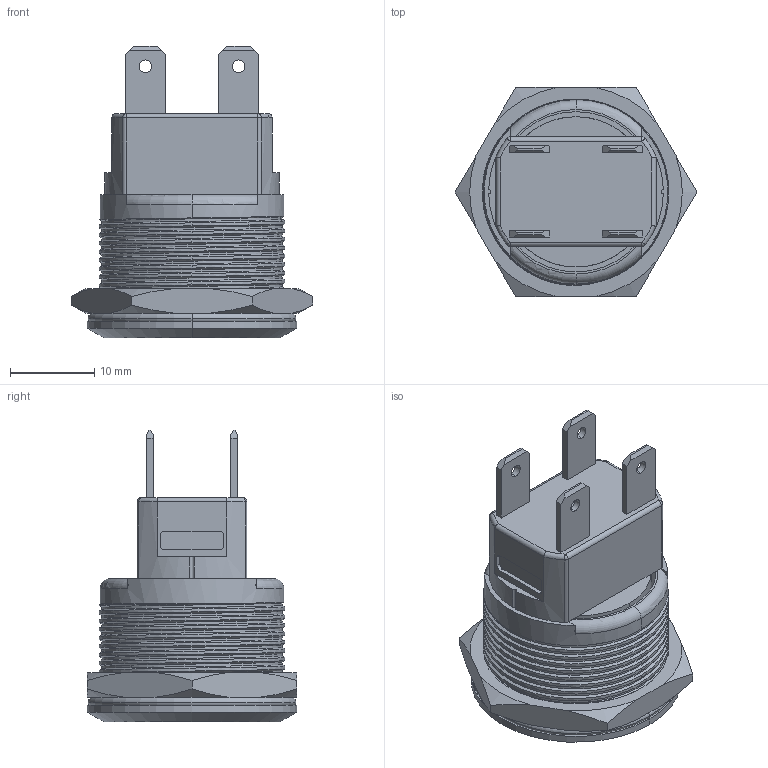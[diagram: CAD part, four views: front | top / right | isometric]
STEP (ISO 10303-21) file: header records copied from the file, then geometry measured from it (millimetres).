
FILE_DESCRIPTION((''),'2;1');
FILE_NAME('ASM0001_ASM','2020-12-01T15:15:56',('Administrator'),(''),'CREO PARAMETRIC BY PTC INC, 2020154','CREO PARAMETRIC BY PTC INC, 2020154','');
FILE_SCHEMA(('CONFIG_CONTROL_DESIGN','SHAPE_APPEARANCE_LAYERS_GROUPS'));
Length unit declared in the file: millimetre
Products named in the file (7): PRT0001; PRT0002; PRT0003; PRT0005_AF0; PRT0004; PRT0006; ASM0001_ASM
Assembly tree (6 placements, depth 2):
  ASM0001_ASM
    PRT0001
    PRT0002
    PRT0003
    PRT0005_AF0
    PRT0004
    PRT0006
Bounding box: 28.64 x 24.8 x 34.6 mm (x, y, z)
Volume: 9484.7 mm3; surface area: 8583.3 mm2
Topology: 6 solids, 6 shells, 227 faces, 578 edges, 370 vertices
Faces by surface type: plane 87, cylinder 79, bspline 22, torus 18, cone 17, sphere 4
Entity records: 13436 total; most frequent: CARTESIAN_POINT 6174, ORIENTED_EDGE 1156, DIRECTION 1056, EDGE_CURVE 578, PRESENTATION_STYLE_ASSIGNMENT 426, STYLED_ITEM 426, AXIS2_PLACEMENT_3D 391, VERTEX_POINT 370
